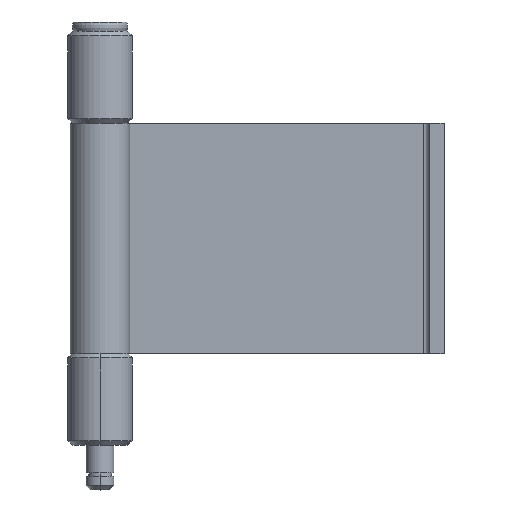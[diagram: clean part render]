
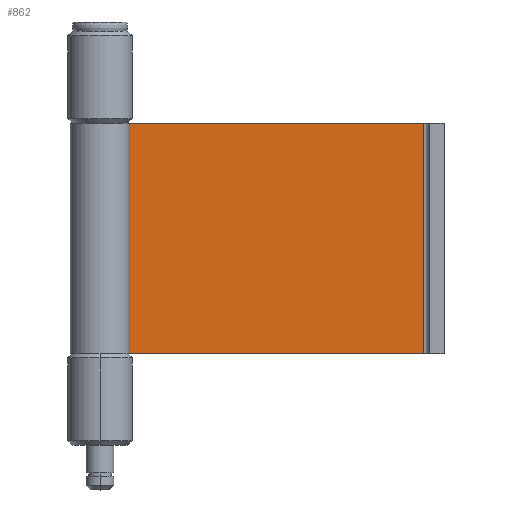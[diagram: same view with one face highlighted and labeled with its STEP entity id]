
A CAD part, top view. The second image highlights one B-rep face of the part: STEP entity #862.
In plain terms, the highlighted face is planar.
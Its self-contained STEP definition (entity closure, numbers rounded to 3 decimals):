
#4 = ORIENTED_EDGE ( 'NONE', *, *, #1526, .F. ) ;
#7 = ORIENTED_EDGE ( 'NONE', *, *, #870, .T. ) ;
#433 = DIRECTION ( 'NONE',  ( 0., 0., -1. ) ) ;
#434 = VECTOR ( 'NONE', #433, 1000. ) ;
#435 = CARTESIAN_POINT ( 'NONE',  ( -1.3, -21.8, 25. ) ) ;
#436 = LINE ( 'NONE', #435, #434 ) ;
#443 = DIRECTION ( 'NONE',  ( 1., 0., 0. ) ) ;
#444 = DIRECTION ( 'NONE',  ( 0., -1., 0. ) ) ;
#445 = CARTESIAN_POINT ( 'NONE',  ( -1.3, -21.8, 25. ) ) ;
#446 = AXIS2_PLACEMENT_3D ( 'NONE', #445, #444, #443 ) ;
#447 = PLANE ( 'NONE',  #446 ) ;
#448 = FACE_OUTER_BOUND ( 'NONE', #871, .T. ) ;
#648 = CARTESIAN_POINT ( 'NONE',  ( -70.3, -21.8, 25. ) ) ;
#649 = DIRECTION ( 'NONE',  ( -1., 0., 0. ) ) ;
#650 = VECTOR ( 'NONE', #649, 1000. ) ;
#651 = CARTESIAN_POINT ( 'NONE',  ( -1.3, -21.8, 25. ) ) ;
#652 = LINE ( 'NONE', #651, #650 ) ;
#701 = CARTESIAN_POINT ( 'NONE',  ( -1.3, -21.8, 25. ) ) ;
#782 = CARTESIAN_POINT ( 'NONE',  ( -1.3, -21.8, -25. ) ) ;
#783 = DIRECTION ( 'NONE',  ( -1., 0., 0. ) ) ;
#784 = VECTOR ( 'NONE', #783, 1000. ) ;
#785 = CARTESIAN_POINT ( 'NONE',  ( -1.3, -21.8, -25. ) ) ;
#786 = LINE ( 'NONE', #785, #784 ) ;
#787 = CARTESIAN_POINT ( 'NONE',  ( -70.3, -21.8, -25. ) ) ;
#862 = ADVANCED_FACE ( 'NONE', ( #448 ), #447, .F. ) ;
#870 = EDGE_CURVE ( 'NONE', #1584, #1636, #436, .T. ) ;
#871 = EDGE_LOOP ( 'NONE', ( #873, #872, #4, #7 ) ) ;
#872 = ORIENTED_EDGE ( 'NONE', *, *, #1663, .F. ) ;
#873 = ORIENTED_EDGE ( 'NONE', *, *, #1635, .T. ) ;
#938 = DIRECTION ( 'NONE',  ( 0., 0., -1. ) ) ;
#939 = VECTOR ( 'NONE', #938, 1000. ) ;
#940 = CARTESIAN_POINT ( 'NONE',  ( -70.3, -21.8, 25. ) ) ;
#941 = LINE ( 'NONE', #940, #939 ) ;
#1526 = EDGE_CURVE ( 'NONE', #1584, #1527, #652, .T. ) ;
#1527 = VERTEX_POINT ( 'NONE', #648 ) ;
#1584 = VERTEX_POINT ( 'NONE', #701 ) ;
#1633 = VERTEX_POINT ( 'NONE', #787 ) ;
#1635 = EDGE_CURVE ( 'NONE', #1636, #1633, #786, .T. ) ;
#1636 = VERTEX_POINT ( 'NONE', #782 ) ;
#1663 = EDGE_CURVE ( 'NONE', #1527, #1633, #941, .T. ) ;
